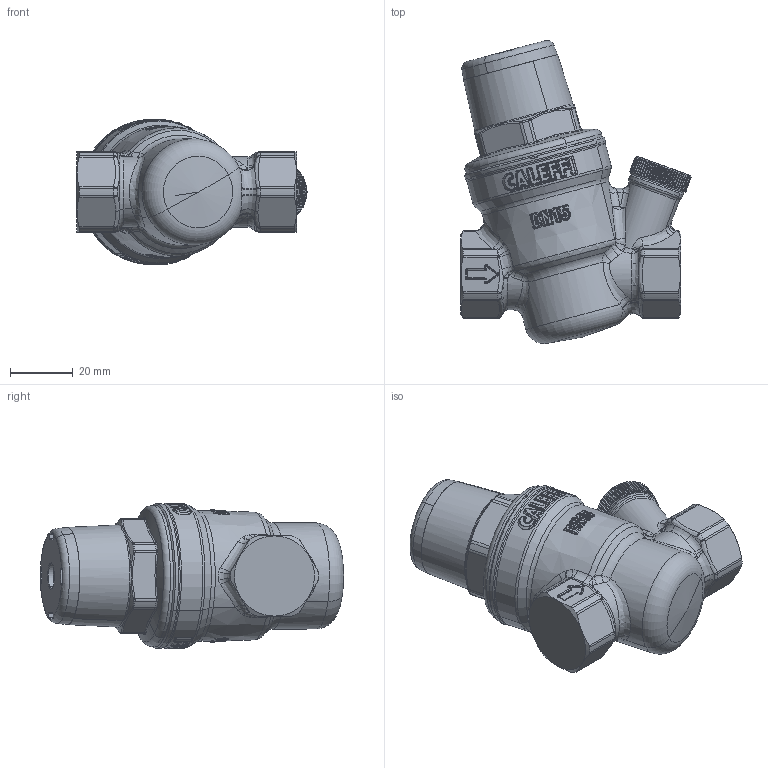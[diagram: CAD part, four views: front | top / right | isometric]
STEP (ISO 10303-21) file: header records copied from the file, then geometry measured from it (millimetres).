
FILE_DESCRIPTION(('CATIA V5 STEP Exchange','CAx-IF Rec.Pracs.--- Model Styling and Organization---1.4--- 2014-01-23','CAx-IF Rec.Pracs.---3D Tessellated Data Validation Properties---0.5---2014-09-14'),'2;1');
FILE_NAME('STEP_533441H_-_TST.stp','2020-06-12T14:36:03+00:00',('none'),('none'),'CATIA Version 5-6 Release 2019 SP3','CATIA V5 STEP AP242 v1','none');
FILE_SCHEMA(('AP242_MANAGED_MODEL_BASED_3D_ENGINEERING_MIM_LF {1 0 10303 442 1 1 4}'));
Products named in the file (1): 533441H
Bounding box: 73.33 x 96.58 x 46.4 mm (x, y, z)
Volume: 125957.2 mm3; surface area: 19645.1 mm2
Topology: 1 solids, 3 shells, 2223 faces, 5422 edges, 2976 vertices
Faces by surface type: bspline 1242, cylinder 322, plane 283, sphere 204, cone 86, torus 84, revolution 2
Entity records: 125391 total; most frequent: CARTESIAN_POINT 87254, ORIENTED_EDGE 10362, EDGE_CURVE 5181, B_SPLINE_CURVE_WITH_KNOTS 3503, DIRECTION 3134, VERTEX_POINT 2976, EDGE_LOOP 2243, ADVANCED_FACE 2223
